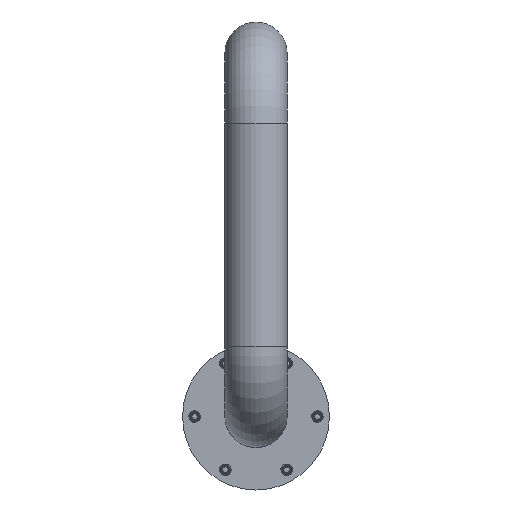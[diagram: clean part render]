
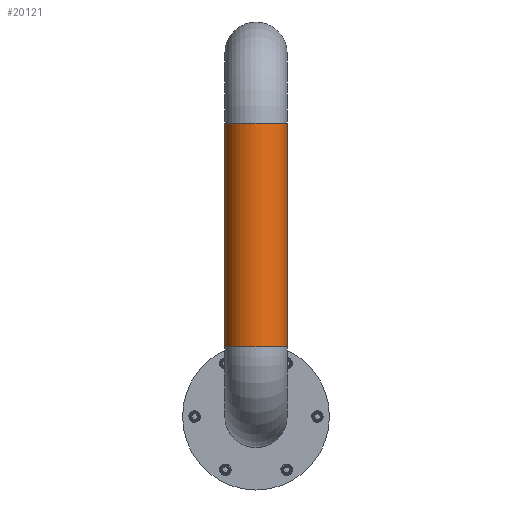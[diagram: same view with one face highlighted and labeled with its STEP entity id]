
A CAD part, front view. The second image highlights one B-rep face of the part: STEP entity #20121.
In plain terms, the highlighted cylindrical face has radius 44.5 mm (diameter 89 mm), a full revolution.
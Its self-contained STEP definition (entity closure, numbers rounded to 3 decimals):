
#4619 = EDGE_CURVE ( 'NONE', #24708, #24708, #6858, .T. ) ;
#6699 = CYLINDRICAL_SURFACE ( 'NONE', #23227, 44.5 ) ;
#6858 = CIRCLE ( 'NONE', #13008, 44.5 ) ;
#8033 = DIRECTION ( 'NONE',  ( 1., 0., 0. ) ) ;
#11874 = DIRECTION ( 'NONE',  ( 0., 0., -1. ) ) ;
#13008 = AXIS2_PLACEMENT_3D ( 'NONE', #14582, #11874, #8033 ) ;
#13915 = DIRECTION ( 'NONE',  ( 0., 0., 1. ) ) ;
#14039 = CIRCLE ( 'NONE', #15578, 44.5 ) ;
#14582 = CARTESIAN_POINT ( 'NONE',  ( 0., -2225., 100. ) ) ;
#15578 = AXIS2_PLACEMENT_3D ( 'NONE', #17731, #29266, #25667 ) ;
#17731 = CARTESIAN_POINT ( 'NONE',  ( 0., -2225., 420. ) ) ;
#20121 = ADVANCED_FACE ( 'NONE', ( #28362, #39630 ), #6699, .T. ) ;
#22356 = ORIENTED_EDGE ( 'NONE', *, *, #42304, .T. ) ;
#23227 = AXIS2_PLACEMENT_3D ( 'NONE', #24755, #13915, #39399 ) ;
#24708 = VERTEX_POINT ( 'NONE', #43199 ) ;
#24755 = CARTESIAN_POINT ( 'NONE',  ( 0., -2225., 100. ) ) ;
#25667 = DIRECTION ( 'NONE',  ( 1., 0., 0. ) ) ;
#28362 = FACE_OUTER_BOUND ( 'NONE', #35114, .T. ) ;
#28781 = EDGE_LOOP ( 'NONE', ( #32943 ) ) ;
#29266 = DIRECTION ( 'NONE',  ( 0., 0., -1. ) ) ;
#32943 = ORIENTED_EDGE ( 'NONE', *, *, #4619, .F. ) ;
#34585 = VERTEX_POINT ( 'NONE', #42980 ) ;
#35114 = EDGE_LOOP ( 'NONE', ( #22356 ) ) ;
#39399 = DIRECTION ( 'NONE',  ( 0., -1., 0. ) ) ;
#39630 = FACE_OUTER_BOUND ( 'NONE', #28781, .T. ) ;
#42304 = EDGE_CURVE ( 'NONE', #34585, #34585, #14039, .T. ) ;
#42980 = CARTESIAN_POINT ( 'NONE',  ( 44.5, -2225., 420. ) ) ;
#43199 = CARTESIAN_POINT ( 'NONE',  ( 44.5, -2225., 100. ) ) ;
